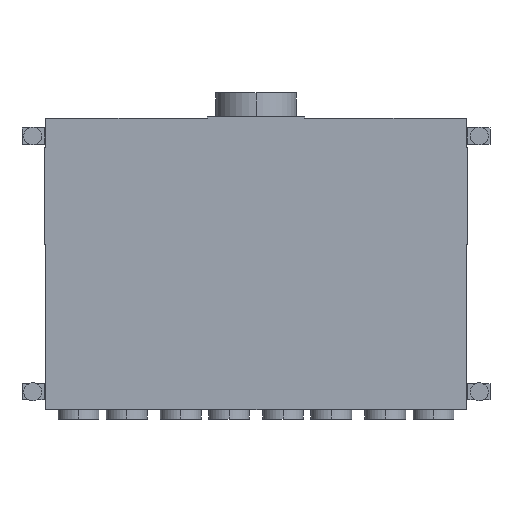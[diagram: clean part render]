
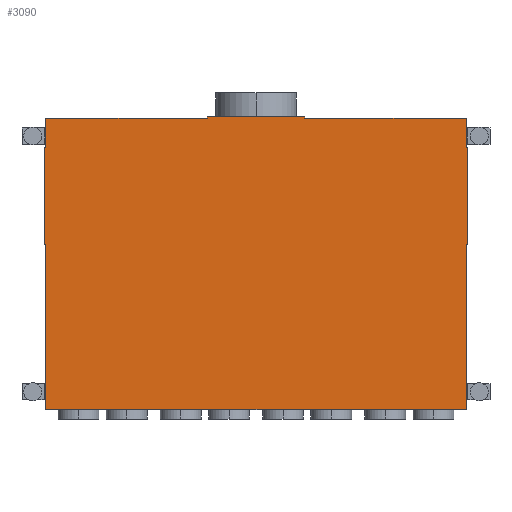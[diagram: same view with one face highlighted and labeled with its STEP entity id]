
A CAD part, top view. The second image highlights one B-rep face of the part: STEP entity #3090.
In plain terms, the highlighted planar face has unit normal (0, 0, 1).
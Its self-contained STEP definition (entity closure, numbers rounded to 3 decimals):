
#990=CARTESIAN_POINT('',(325.,-225.,150.));
#1000=VERTEX_POINT('',#990);
#1030=CARTESIAN_POINT('',(325.,30.,150.));
#1040=DIRECTION('',(0.,-1.,0.));
#1050=VECTOR('',#1040,1.);
#1060=LINE('',#1030,#1050);
#1070=CARTESIAN_POINT('',(325.,30.,150.));
#1080=VERTEX_POINT('',#1070);
#1090=EDGE_CURVE('',#1080,#1000,#1060,.T.);
#1570=CARTESIAN_POINT('',(325.,30.,150.));
#1580=DIRECTION('',(1.,0.,0.));
#1590=VECTOR('',#1580,1.);
#1600=LINE('',#1570,#1590);
#1610=CARTESIAN_POINT('',(326.5,30.,150.));
#1620=VERTEX_POINT('',#1610);
#1630=EDGE_CURVE('',#1080,#1620,#1600,.T.);
#1900=CARTESIAN_POINT('',(0.,0.,150.));
#1910=DIRECTION('',(0.,0.,1.));
#1920=DIRECTION('',(1.,0.,0.));
#1930=AXIS2_PLACEMENT_3D('',#1900,#1910,#1920);
#1940=PLANE('',#1930);
#1950=CARTESIAN_POINT('',(325.,-225.,150.));
#1960=DIRECTION('',(-1.,0.,0.));
#1970=VECTOR('',#1960,1.);
#1980=LINE('',#1950,#1970);
#1990=CARTESIAN_POINT('',(-325.,-225.,150.));
#2000=VERTEX_POINT('',#1990);
#2010=EDGE_CURVE('',#1000,#2000,#1980,.T.);
#2020=ORIENTED_EDGE('',*,*,#2010,.F.);
#2030=CARTESIAN_POINT('',(-325.,-225.,150.));
#2040=DIRECTION('',(0.,1.,0.));
#2050=VECTOR('',#2040,1.);
#2060=LINE('',#2030,#2050);
#2070=CARTESIAN_POINT('',(-325.,30.,150.));
#2080=VERTEX_POINT('',#2070);
#2090=EDGE_CURVE('',#2000,#2080,#2060,.T.);
#2100=ORIENTED_EDGE('',*,*,#2090,.F.);
#2110=CARTESIAN_POINT('',(-325.,30.,150.));
#2120=DIRECTION('',(-1.,0.,0.));
#2130=VECTOR('',#2120,1.);
#2140=LINE('',#2110,#2130);
#2150=CARTESIAN_POINT('',(-326.5,30.,150.));
#2160=VERTEX_POINT('',#2150);
#2170=EDGE_CURVE('',#2080,#2160,#2140,.T.);
#2180=ORIENTED_EDGE('',*,*,#2170,.F.);
#2190=CARTESIAN_POINT('',(-326.5,180.,150.));
#2200=DIRECTION('',(0.,-1.,0.));
#2210=VECTOR('',#2200,1.);
#2220=LINE('',#2190,#2210);
#2230=CARTESIAN_POINT('',(-326.5,180.,150.));
#2240=VERTEX_POINT('',#2230);
#2250=EDGE_CURVE('',#2240,#2160,#2220,.T.);
#2260=ORIENTED_EDGE('',*,*,#2250,.T.);
#2270=CARTESIAN_POINT('',(-325.,180.,150.));
#2280=DIRECTION('',(-1.,0.,0.));
#2290=VECTOR('',#2280,1.);
#2300=LINE('',#2270,#2290);
#2310=CARTESIAN_POINT('',(-325.,180.,150.));
#2320=VERTEX_POINT('',#2310);
#2330=EDGE_CURVE('',#2320,#2240,#2300,.T.);
#2340=ORIENTED_EDGE('',*,*,#2330,.T.);
#2350=CARTESIAN_POINT('',(-325.,180.,150.));
#2360=DIRECTION('',(0.,1.,0.));
#2370=VECTOR('',#2360,1.);
#2380=LINE('',#2350,#2370);
#2390=CARTESIAN_POINT('',(-325.,225.,150.));
#2400=VERTEX_POINT('',#2390);
#2410=EDGE_CURVE('',#2320,#2400,#2380,.T.);
#2420=ORIENTED_EDGE('',*,*,#2410,.F.);
#2430=CARTESIAN_POINT('',(-325.,225.,150.));
#2440=DIRECTION('',(1.,0.,0.));
#2450=VECTOR('',#2440,1.);
#2460=LINE('',#2430,#2450);
#2470=CARTESIAN_POINT('',(-75.,225.,150.));
#2480=VERTEX_POINT('',#2470);
#2490=EDGE_CURVE('',#2400,#2480,#2460,.T.);
#2500=ORIENTED_EDGE('',*,*,#2490,.F.);
#2510=CARTESIAN_POINT('',(-75.,225.,150.));
#2520=DIRECTION('',(0.,1.,0.));
#2530=VECTOR('',#2520,1.);
#2540=LINE('',#2510,#2530);
#2550=CARTESIAN_POINT('',(-75.,227.5,150.));
#2560=VERTEX_POINT('',#2550);
#2570=EDGE_CURVE('',#2480,#2560,#2540,.T.);
#2580=ORIENTED_EDGE('',*,*,#2570,.F.);
#2590=CARTESIAN_POINT('',(75.,227.5,150.));
#2600=DIRECTION('',(-1.,0.,0.));
#2610=VECTOR('',#2600,1.);
#2620=LINE('',#2590,#2610);
#2630=CARTESIAN_POINT('',(75.,227.5,150.));
#2640=VERTEX_POINT('',#2630);
#2650=EDGE_CURVE('',#2640,#2560,#2620,.T.);
#2660=ORIENTED_EDGE('',*,*,#2650,.T.);
#2670=CARTESIAN_POINT('',(75.,225.,150.));
#2680=DIRECTION('',(0.,1.,0.));
#2690=VECTOR('',#2680,1.);
#2700=LINE('',#2670,#2690);
#2710=CARTESIAN_POINT('',(75.,225.,150.));
#2720=VERTEX_POINT('',#2710);
#2730=EDGE_CURVE('',#2720,#2640,#2700,.T.);
#2740=ORIENTED_EDGE('',*,*,#2730,.T.);
#2750=CARTESIAN_POINT('',(75.,225.,150.));
#2760=DIRECTION('',(1.,0.,0.));
#2770=VECTOR('',#2760,1.);
#2780=LINE('',#2750,#2770);
#2790=CARTESIAN_POINT('',(325.,225.,150.));
#2800=VERTEX_POINT('',#2790);
#2810=EDGE_CURVE('',#2720,#2800,#2780,.T.);
#2820=ORIENTED_EDGE('',*,*,#2810,.F.);
#2830=CARTESIAN_POINT('',(325.,225.,150.));
#2840=DIRECTION('',(0.,-1.,0.));
#2850=VECTOR('',#2840,1.);
#2860=LINE('',#2830,#2850);
#2870=CARTESIAN_POINT('',(325.,180.,150.));
#2880=VERTEX_POINT('',#2870);
#2890=EDGE_CURVE('',#2800,#2880,#2860,.T.);
#2900=ORIENTED_EDGE('',*,*,#2890,.F.);
#2910=CARTESIAN_POINT('',(325.,180.,150.));
#2920=DIRECTION('',(1.,0.,0.));
#2930=VECTOR('',#2920,1.);
#2940=LINE('',#2910,#2930);
#2950=CARTESIAN_POINT('',(326.5,180.,150.));
#2960=VERTEX_POINT('',#2950);
#2970=EDGE_CURVE('',#2880,#2960,#2940,.T.);
#2980=ORIENTED_EDGE('',*,*,#2970,.F.);
#2990=CARTESIAN_POINT('',(326.5,30.,150.));
#3000=DIRECTION('',(0.,1.,0.));
#3010=VECTOR('',#3000,1.);
#3020=LINE('',#2990,#3010);
#3030=EDGE_CURVE('',#1620,#2960,#3020,.T.);
#3040=ORIENTED_EDGE('',*,*,#3030,.T.);
#3050=ORIENTED_EDGE('',*,*,#1630,.T.);
#3060=ORIENTED_EDGE('',*,*,#1090,.F.);
#3070=EDGE_LOOP('',(#3060,#3050,#3040,#2980,#2900,#2820,#2740,#2660,
#2580,#2500,#2420,#2340,#2260,#2180,#2100,#2020));
#3080=FACE_OUTER_BOUND('',#3070,.T.);
#3090=ADVANCED_FACE('',(#3080),#1940,.T.);
